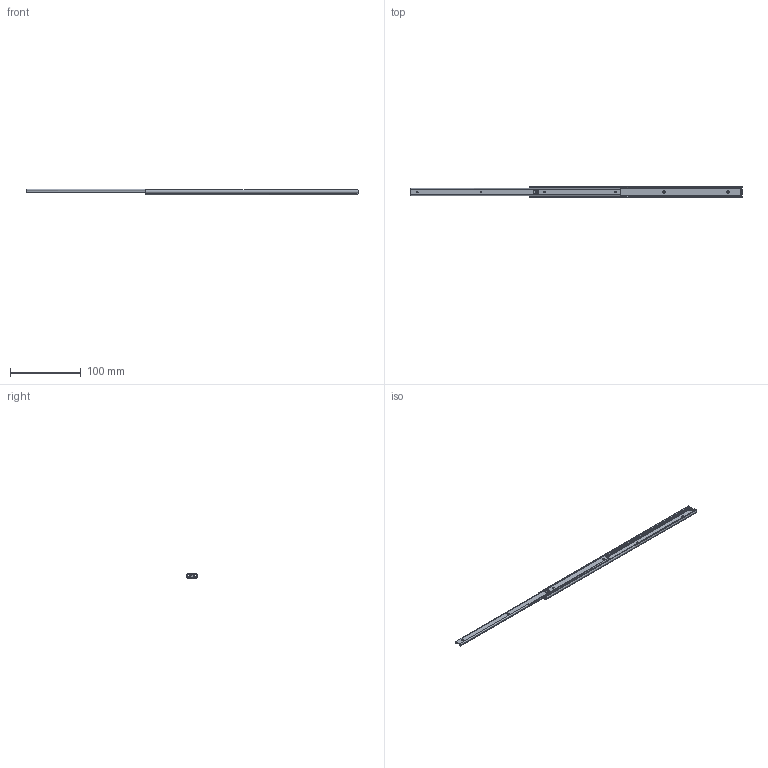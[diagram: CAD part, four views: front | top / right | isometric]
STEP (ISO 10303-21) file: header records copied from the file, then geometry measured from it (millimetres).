
FILE_DESCRIPTION (( 'STEP AP203' ), '1' );
FILE_NAME ('U1621-300.STEP', '2021-02-08T08:01:59', ( '' ), ( '' ), 'SwSTEP 2.0', 'SolidWorks 2019', '' );
FILE_SCHEMA (( 'CONFIG_CONTROL_DESIGN' ));
Length unit declared in the file: millimetre
Products named in the file (3): U1621-300 IM; U1621-300; U1621-300 OM
Assembly tree (2 placements, depth 2):
  U1621-300
    U1621-300 OM
    U1621-300 IM
Bounding box: 467.7 x 16 x 7.5 mm (x, y, z)
Volume: 13441.4 mm3; surface area: 25551.4 mm2
Topology: 2 solids, 2 shells, 226 faces, 640 edges, 422 vertices
Faces by surface type: cylinder 119, plane 79, torus 16, bspline 12
Entity records: 11427 total; most frequent: CARTESIAN_POINT 5543, ORIENTED_EDGE 1280, DIRECTION 1080, EDGE_CURVE 640, VERTEX_POINT 422, AXIS2_PLACEMENT_3D 401, VECTOR 278, LINE 278
